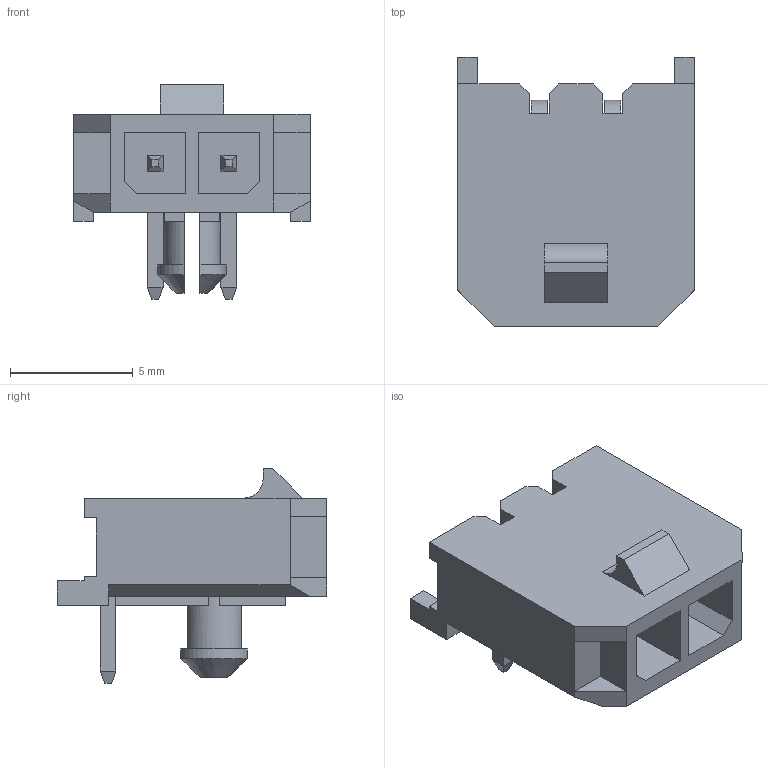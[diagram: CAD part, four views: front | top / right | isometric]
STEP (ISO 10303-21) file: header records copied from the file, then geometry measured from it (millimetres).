
FILE_DESCRIPTION (( 'STEP AP214' ), '1' );
FILE_NAME ('CONN-TH_2P-P3.00_MOLEX_436500200.step', '2022-07-29T15:59:29', ( '' ), ( '' ), 'SwSTEP 2.0', 'SolidWorks 2020', '' );
FILE_SCHEMA (( 'AUTOMOTIVE_DESIGN' ));
Length unit declared in the file: millimetre
Products named in the file (1): CONN-TH_2P-P3.00_MOLEX_436500200
Bounding box: 9.65 x 11 x 8.75 mm (x, y, z)
Volume: 259.9 mm3; surface area: 689.7 mm2
Topology: 14 solids, 14 shells, 476 faces, 1272 edges, 836 vertices
Faces by surface type: plane 355, bspline 112, cylinder 7, cone 2
Entity records: 21223 total; most frequent: CARTESIAN_POINT 4709, ORIENTED_EDGE 2544, DIRECTION 1790, EDGE_CURVE 1272, VECTOR 1020, LINE 1020, VERTEX_POINT 836, EDGE_LOOP 500
